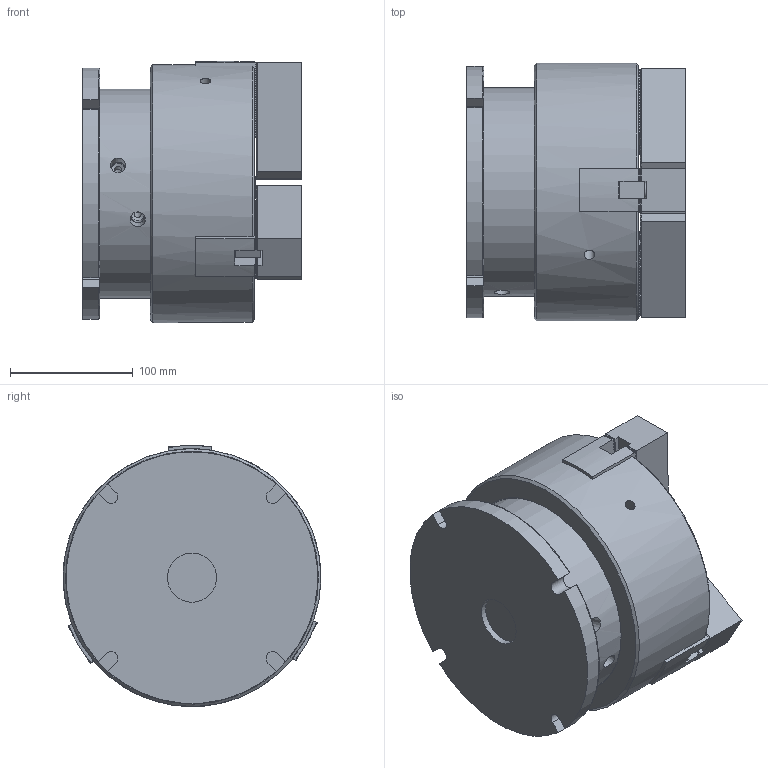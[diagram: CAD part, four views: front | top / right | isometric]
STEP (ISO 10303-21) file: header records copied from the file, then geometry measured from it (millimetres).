
FILE_DESCRIPTION (( 'STEP AP203' ), '1' );
FILE_NAME ('CF-VP-308.STEP', '2024-02-21T00:27:53', ( '' ), ( '' ), 'SwSTEP 2.0', 'SolidWorks 2020', '' );
FILE_SCHEMA (( 'CONFIG_CONTROL_DESIGN' ));
Length unit declared in the file: millimetre
Products named in the file (16): CF-3H-208-04000(T型塊); 圓頭內六角螺栓_M12x85; CF-VP-08-03000; SJ-08; CF-3P-08-11000; CF-VP-08; 圓頭內六角螺栓_M5x12; CF-3P-08_VP-308用組態; CF-3P-08-01000; CF-VP-308; CF-3P-08-02000; CF-3P-08-03000; CF-VP-08-01000; CF-3P-08-04000; 圓頭內六角螺栓_M12x30; CF-VP-08-02000
Assembly tree (33 placements, depth 3):
  CF-VP-308
    CF-VP-08
      CF-VP-08-01000
      CF-VP-08-02000
      CF-VP-08-03000
    CF-3P-08_VP-308用組態
      CF-3P-08-01000
      CF-3P-08-02000
      CF-3P-08-03000  x3
      CF-3P-08-04000
      CF-3H-208-04000(T型塊)  x3
      SJ-08  x3
      圓頭內六角螺栓_M5x12  x3
      圓頭內六角螺栓_M12x30  x6
      圓頭內六角螺栓_M12x85  x6
      CF-3P-08-11000
Bounding box: 178.25 x 209.97 x 212.61 mm (x, y, z)
Volume: 4444294.1 mm3; surface area: 569705.3 mm2
Topology: 31 solids, 31 shells, 2951 faces, 8407 edges, 5553 vertices
Faces by surface type: plane 2292, cylinder 520, cone 130, torus 9
Full cylindrical faces by diameter (mm): 4.1 x3, 5 x7, 5.5 x3, 6 x3, 8.5 x5, 9.5 x3, 10.2 x18, 10.7 x2, 12 x12, 13 x6, 13.5 x6, 18 x12, 19 x6, 20 x6, 24.9 x1, 25 x1, 29 x2, 36 x1, 36.5 x1, 38 x1, 39 x1, 40 x3, 54 x1, 86 x3, 170 x2, 210 x1
Entity records: 37400 total; most frequent: CARTESIAN_POINT 7671, ORIENTED_EDGE 5958, DIRECTION 5247, EDGE_CURVE 2979, LINE 2283, VECTOR 2283, VERTEX_POINT 2034, AXIS2_PLACEMENT_3D 1482
